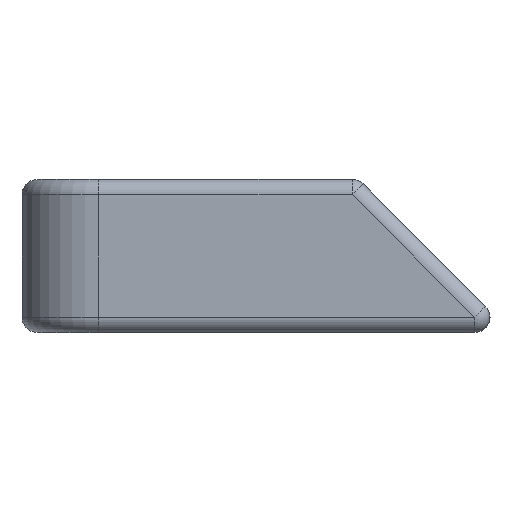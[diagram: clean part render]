
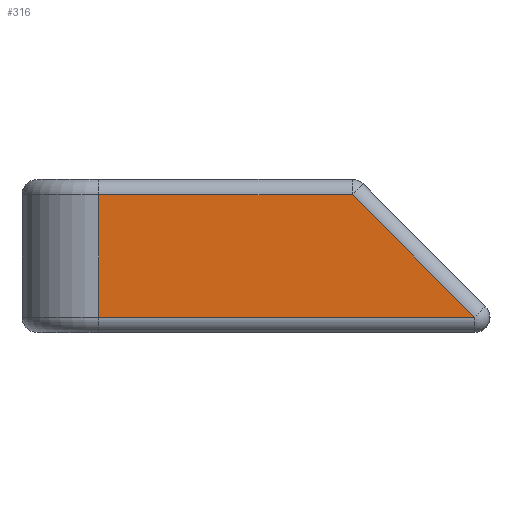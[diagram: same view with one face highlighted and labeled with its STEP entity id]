
A CAD part, left-side view. The second image highlights one B-rep face of the part: STEP entity #316.
In plain terms, the highlighted planar face has unit normal (-1, 0, 0).
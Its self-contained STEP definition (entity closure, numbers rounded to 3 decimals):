
#7 = CARTESIAN_POINT ( 'NONE',  ( -36.9, 2.2, 0.2 ) ) ;
#16 = EDGE_CURVE ( 'NONE', #638, #932, #160, .T. ) ;
#26 = VERTEX_POINT ( 'NONE', #96 ) ;
#44 = CARTESIAN_POINT ( 'NONE',  ( -36.9, -1.059, 1.859 ) ) ;
#62 = ORIENTED_EDGE ( 'NONE', *, *, #16, .T. ) ;
#69 = LINE ( 'NONE', #44, #559 ) ;
#96 = CARTESIAN_POINT ( 'NONE',  ( -36.9, -1.117, 1.8 ) ) ;
#160 = LINE ( 'NONE', #7, #723 ) ;
#171 = VECTOR ( 'NONE', #461, 1000. ) ;
#189 = ORIENTED_EDGE ( 'NONE', *, *, #708, .T. ) ;
#216 = EDGE_CURVE ( 'NONE', #566, #26, #69, .T. ) ;
#222 = ORIENTED_EDGE ( 'NONE', *, *, #216, .T. ) ;
#259 = VECTOR ( 'NONE', #524, 1000. ) ;
#316 = ADVANCED_FACE ( 'NONE', ( #840 ), #801, .T. ) ;
#330 = LINE ( 'NONE', #915, #171 ) ;
#379 = CARTESIAN_POINT ( 'NONE',  ( -36.9, 2.2, 1.8 ) ) ;
#451 = CARTESIAN_POINT ( 'NONE',  ( -36.9, -3.2, 0.2 ) ) ;
#461 = DIRECTION ( 'NONE',  ( 0., 1., 0. ) ) ;
#464 = EDGE_CURVE ( 'NONE', #932, #566, #792, .T. ) ;
#466 = DIRECTION ( 'NONE',  ( 0., 0., -1. ) ) ;
#524 = DIRECTION ( 'NONE',  ( 0., -1., 0. ) ) ;
#559 = VECTOR ( 'NONE', #568, 1000. ) ;
#566 = VERTEX_POINT ( 'NONE', #901 ) ;
#568 = DIRECTION ( 'NONE',  ( 0., 0.707, 0.707 ) ) ;
#572 = AXIS2_PLACEMENT_3D ( 'NONE', #879, #947, #728 ) ;
#638 = VERTEX_POINT ( 'NONE', #379 ) ;
#644 = CARTESIAN_POINT ( 'NONE',  ( -36.9, 2.2, 0.2 ) ) ;
#676 = ORIENTED_EDGE ( 'NONE', *, *, #464, .T. ) ;
#708 = EDGE_CURVE ( 'NONE', #26, #638, #330, .T. ) ;
#723 = VECTOR ( 'NONE', #466, 1000. ) ;
#728 = DIRECTION ( 'NONE',  ( 0., 0., 1. ) ) ;
#792 = LINE ( 'NONE', #451, #259 ) ;
#801 = PLANE ( 'NONE',  #572 ) ;
#804 = EDGE_LOOP ( 'NONE', ( #189, #62, #676, #222 ) ) ;
#840 = FACE_OUTER_BOUND ( 'NONE', #804, .T. ) ;
#879 = CARTESIAN_POINT ( 'NONE',  ( -36.9, 0., 0. ) ) ;
#901 = CARTESIAN_POINT ( 'NONE',  ( -36.9, -2.717, 0.2 ) ) ;
#915 = CARTESIAN_POINT ( 'NONE',  ( -36.9, 3.2, 1.8 ) ) ;
#932 = VERTEX_POINT ( 'NONE', #644 ) ;
#947 = DIRECTION ( 'NONE',  ( -1., 0., 0. ) ) ;
